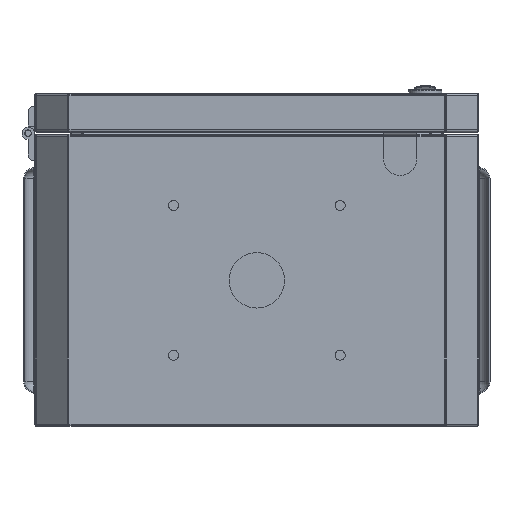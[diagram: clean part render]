
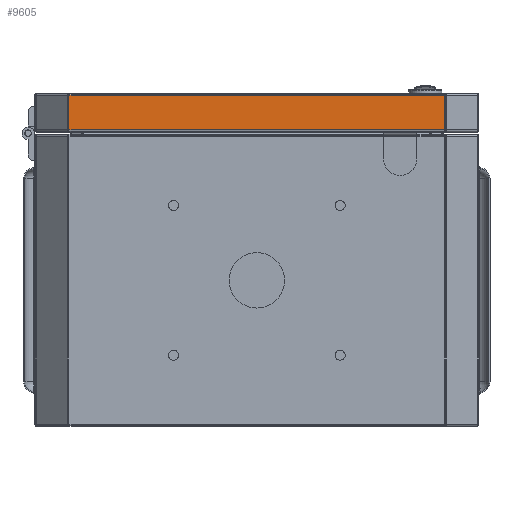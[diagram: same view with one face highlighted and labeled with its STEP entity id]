
A CAD part, front view. The second image highlights one B-rep face of the part: STEP entity #9605.
In plain terms, the highlighted planar face has unit normal (0, -1, 0).
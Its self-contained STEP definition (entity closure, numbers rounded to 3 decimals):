
#2002 = CARTESIAN_POINT ( 'NONE',  ( -200., -250., -35. ) ) ;
#4913 = CARTESIAN_POINT ( 'NONE',  ( 169.172, -250., -2. ) ) ;
#5203 = ORIENTED_EDGE ( 'NONE', *, *, #20883, .T. ) ;
#6256 = EDGE_CURVE ( 'NONE', #11124, #12328, #8666, .T. ) ;
#7711 = DIRECTION ( 'NONE',  ( 0., -1., 0. ) ) ;
#7758 = AXIS2_PLACEMENT_3D ( 'NONE', #2002, #7711, #27614 ) ;
#8666 = LINE ( 'NONE', #36104, #39632 ) ;
#9036 = LINE ( 'NONE', #24871, #36961 ) ;
#9605 = ADVANCED_FACE ( 'NONE', ( #10952 ), #37101, .T. ) ;
#10952 = FACE_OUTER_BOUND ( 'NONE', #26184, .T. ) ;
#11124 = VERTEX_POINT ( 'NONE', #4913 ) ;
#11151 = DIRECTION ( 'NONE',  ( 1., 0., 0. ) ) ;
#11278 = CARTESIAN_POINT ( 'NONE',  ( 169.172, -250., -35. ) ) ;
#11695 = LINE ( 'NONE', #11278, #39928 ) ;
#11715 = ORIENTED_EDGE ( 'NONE', *, *, #6256, .T. ) ;
#12060 = DIRECTION ( 'NONE',  ( 0., 0., -1. ) ) ;
#12328 = VERTEX_POINT ( 'NONE', #12969 ) ;
#12969 = CARTESIAN_POINT ( 'NONE',  ( -169.172, -250., -2. ) ) ;
#14196 = DIRECTION ( 'NONE',  ( -1., 0., 0. ) ) ;
#14235 = VECTOR ( 'NONE', #11151, 1000. ) ;
#15287 = VERTEX_POINT ( 'NONE', #22017 ) ;
#15642 = ORIENTED_EDGE ( 'NONE', *, *, #29759, .T. ) ;
#16930 = VERTEX_POINT ( 'NONE', #33214 ) ;
#17469 = CARTESIAN_POINT ( 'NONE',  ( 170., -250., -33. ) ) ;
#18886 = ORIENTED_EDGE ( 'NONE', *, *, #26490, .T. ) ;
#20883 = EDGE_CURVE ( 'NONE', #16930, #15287, #29972, .T. ) ;
#22017 = CARTESIAN_POINT ( 'NONE',  ( 169.172, -250., -33. ) ) ;
#24871 = CARTESIAN_POINT ( 'NONE',  ( -169.172, -250., -35. ) ) ;
#26184 = EDGE_LOOP ( 'NONE', ( #11715, #15642, #5203, #18886 ) ) ;
#26490 = EDGE_CURVE ( 'NONE', #15287, #11124, #11695, .T. ) ;
#27614 = DIRECTION ( 'NONE',  ( 0., 0., -1. ) ) ;
#29759 = EDGE_CURVE ( 'NONE', #12328, #16930, #9036, .T. ) ;
#29972 = LINE ( 'NONE', #17469, #14235 ) ;
#33214 = CARTESIAN_POINT ( 'NONE',  ( -169.172, -250., -33. ) ) ;
#36104 = CARTESIAN_POINT ( 'NONE',  ( -200., -250., -2. ) ) ;
#36697 = DIRECTION ( 'NONE',  ( 0., 0., 1. ) ) ;
#36961 = VECTOR ( 'NONE', #12060, 1000. ) ;
#37101 = PLANE ( 'NONE',  #7758 ) ;
#39632 = VECTOR ( 'NONE', #14196, 1000. ) ;
#39928 = VECTOR ( 'NONE', #36697, 1000. ) ;
